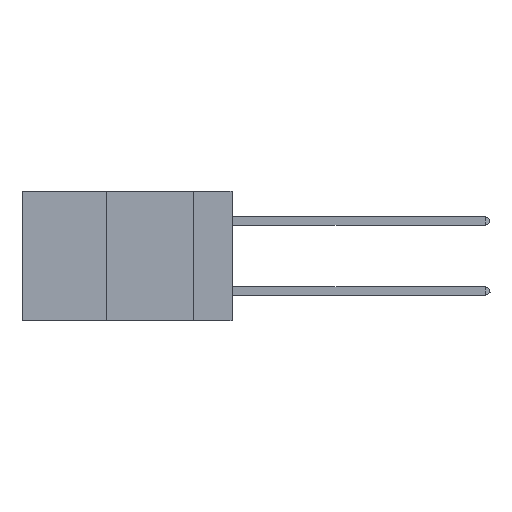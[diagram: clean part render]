
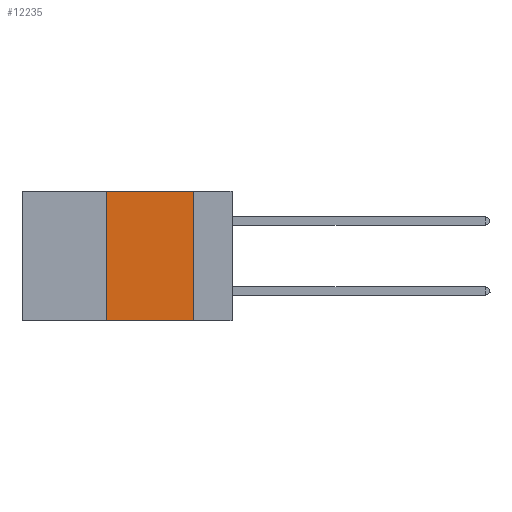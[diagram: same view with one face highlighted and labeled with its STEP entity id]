
A CAD part, left-side view. The second image highlights one B-rep face of the part: STEP entity #12235.
In plain terms, the highlighted planar face has unit normal (-1, 0, 0).
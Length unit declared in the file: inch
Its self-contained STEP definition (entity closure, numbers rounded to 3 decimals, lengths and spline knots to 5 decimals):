
#820 = ORIENTED_EDGE ( 'NONE', *, *, #11257, .T. ) ;
#957 = VERTEX_POINT ( 'NONE', #12539 ) ;
#1054 = VERTEX_POINT ( 'NONE', #3616 ) ;
#1389 = EDGE_CURVE ( 'NONE', #5542, #957, #11481, .T. ) ;
#2061 = CARTESIAN_POINT ( 'NONE',  ( 0., 0.6, 0. ) ) ;
#2433 = FACE_OUTER_BOUND ( 'NONE', #6115, .T. ) ;
#2824 = CARTESIAN_POINT ( 'NONE',  ( 0., 0.6, 0. ) ) ;
#3616 = CARTESIAN_POINT ( 'NONE',  ( 0., 0.11, -0.37 ) ) ;
#4146 = ORIENTED_EDGE ( 'NONE', *, *, #13156, .F. ) ;
#4371 = LINE ( 'NONE', #9748, #10970 ) ;
#4480 = LINE ( 'NONE', #12128, #11942 ) ;
#4790 = DIRECTION ( 'NONE',  ( 0., 0., 1. ) ) ;
#4897 = VERTEX_POINT ( 'NONE', #10589 ) ;
#5542 = VERTEX_POINT ( 'NONE', #12578 ) ;
#5586 = EDGE_CURVE ( 'NONE', #4897, #5542, #6364, .T. ) ;
#6115 = EDGE_LOOP ( 'NONE', ( #4146, #12185, #9840, #820 ) ) ;
#6165 = PLANE ( 'NONE',  #9340 ) ;
#6333 = VECTOR ( 'NONE', #13294, 39.37008 ) ;
#6364 = LINE ( 'NONE', #8423, #13046 ) ;
#7265 = DIRECTION ( 'NONE',  ( 0., 0., -1. ) ) ;
#8423 = CARTESIAN_POINT ( 'NONE',  ( 0., 0.36, 0. ) ) ;
#8813 = DIRECTION ( 'NONE',  ( 0., 0., -1. ) ) ;
#9340 = AXIS2_PLACEMENT_3D ( 'NONE', #2061, #12447, #7265 ) ;
#9748 = CARTESIAN_POINT ( 'NONE',  ( 0., 0.6, -0.37 ) ) ;
#9840 = ORIENTED_EDGE ( 'NONE', *, *, #5586, .F. ) ;
#10589 = CARTESIAN_POINT ( 'NONE',  ( 0., 0.36, -0.37 ) ) ;
#10970 = VECTOR ( 'NONE', #11877, 39.37008 ) ;
#11257 = EDGE_CURVE ( 'NONE', #4897, #1054, #4371, .T. ) ;
#11481 = LINE ( 'NONE', #2824, #6333 ) ;
#11877 = DIRECTION ( 'NONE',  ( 0., -1., 0. ) ) ;
#11942 = VECTOR ( 'NONE', #8813, 39.37008 ) ;
#12128 = CARTESIAN_POINT ( 'NONE',  ( 0., 0.11, 0. ) ) ;
#12185 = ORIENTED_EDGE ( 'NONE', *, *, #1389, .F. ) ;
#12235 = ADVANCED_FACE ( 'NONE', ( #2433 ), #6165, .F. ) ;
#12447 = DIRECTION ( 'NONE',  ( 1., 0., 0. ) ) ;
#12539 = CARTESIAN_POINT ( 'NONE',  ( 0., 0.11, 0. ) ) ;
#12578 = CARTESIAN_POINT ( 'NONE',  ( 0., 0.36, 0. ) ) ;
#13046 = VECTOR ( 'NONE', #4790, 39.37008 ) ;
#13156 = EDGE_CURVE ( 'NONE', #957, #1054, #4480, .T. ) ;
#13294 = DIRECTION ( 'NONE',  ( 0., -1., 0. ) ) ;
